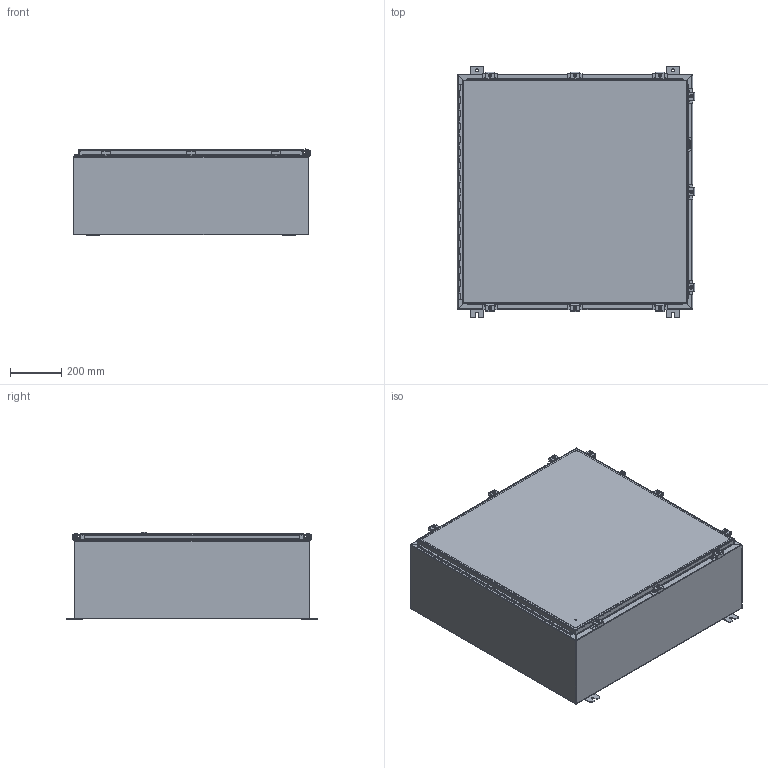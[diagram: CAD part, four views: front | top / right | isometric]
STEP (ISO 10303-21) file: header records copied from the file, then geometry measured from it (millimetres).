
FILE_DESCRIPTION((''),'2;1');
FILE_NAME('SSN4363612.iam.stp','2012-02-14T08:00:29',(''),(''),'Autodesk Inventor 2012','Autodesk Inventor 2012','');
FILE_SCHEMA(('AUTOMOTIVE_DESIGN { 1 0 10303 214 1 1 1 1 }'));
Length unit declared in the file: inch
Products named in the file (20): SSN4363612; SSN4363612LRS; 34871; 38412; SSN4363612BTB; 38846; 32912; 34x34; SSN43636LID; 32874-36; 32874-36T; 32874-36L; 32874-36P; 38859; 30824; 30824-1; HFW30825-2; HFW30825-3; HFW30825-4; 30818
Assembly tree (46 placements, depth 3):
  SSN4363612
    SSN4363612LRS  x2
    34871  x4
    38412
    SSN4363612BTB
    38846
    32912
    34x34
    SSN43636LID
    32874-36
      32874-36T
      32874-36L
      32874-36P
    38859  x8
    30824  x9
      30824-1
      HFW30825-2
      HFW30825-3
      HFW30825-4
    30818  x9
Bounding box: 922.29 x 977.9 x 339.22 mm (x, y, z)
Volume: 6046724.8 mm3; surface area: 6305207.1 mm2
Topology: 68 solids, 68 shells, 1925 faces, 4907 edges, 3185 vertices
Faces by surface type: plane 1034, cylinder 612, bspline 138, torus 59, sphere 54, cone 28
Full cylindrical faces by diameter (mm): 2.794 x42, 3.048 x1, 3.967 x1, 5.359 x9, 6.35 x10, 7.137 x9, 8.382 x16, 8.56 x1, 8.89 x9, 11.125 x4, 12.7 x10, 13.208 x9, 15.875 x8
Entity records: 26812 total; most frequent: CARTESIAN_POINT 6549, DIRECTION 3978, ORIENTED_EDGE 3940, EDGE_CURVE 1970, VECTOR 1368, LINE 1368, AXIS2_PLACEMENT_3D 1305, VERTEX_POINT 1294
